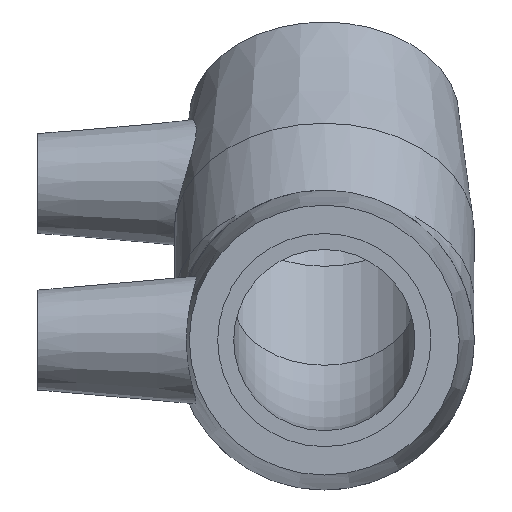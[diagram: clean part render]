
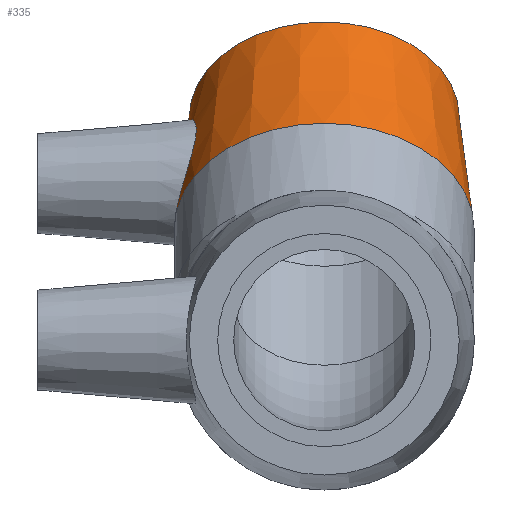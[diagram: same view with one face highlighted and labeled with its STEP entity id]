
A CAD part, left-side view. The second image highlights one B-rep face of the part: STEP entity #335.
In plain terms, the highlighted conical face has half-angle 5.412 degrees and reference radius 21.375 mm.
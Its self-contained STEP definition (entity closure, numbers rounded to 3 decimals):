
#15=B_SPLINE_CURVE_WITH_KNOTS('',3,(#598,#599,#600,#601,#602,#603,#604,
#605,#606,#607,#608,#609,#610,#611,#612,#613,#614,#615,#616,#617,#618,#619,
#620,#621,#622,#623,#624,#625,#626,#627,#628,#629,#630,#631),
 .UNSPECIFIED.,.T.,.F.,(4,2,2,2,2,2,2,2,2,2,2,2,2,2,2,2,4),(0.,0.348,
0.697,1.049,1.4,1.752,2.104,
2.452,2.801,3.183,3.565,3.936,
4.307,4.678,5.049,5.431,5.813),
 .UNSPECIFIED.);
#19=CONICAL_SURFACE('',#386,21.375,5.412);
#41=FACE_BOUND('',#129,.T.);
#42=FACE_BOUND('',#130,.T.);
#83=FACE_OUTER_BOUND('',#128,.T.);
#128=EDGE_LOOP('',(#278));
#129=EDGE_LOOP('',(#279));
#130=EDGE_LOOP('',(#280));
#168=CIRCLE('',#375,22.5);
#172=CIRCLE('',#385,20.25);
#196=VERTEX_POINT('',#593);
#197=VERTEX_POINT('',#597);
#201=VERTEX_POINT('',#642);
#226=EDGE_CURVE('',#196,#196,#168,.T.);
#228=EDGE_CURVE('',#197,#197,#15,.T.);
#232=EDGE_CURVE('',#201,#201,#172,.T.);
#278=ORIENTED_EDGE('',*,*,#226,.F.);
#279=ORIENTED_EDGE('',*,*,#228,.T.);
#280=ORIENTED_EDGE('',*,*,#232,.T.);
#335=ADVANCED_FACE('',(#83,#41,#42),#19,.T.);
#375=AXIS2_PLACEMENT_3D('',#594,#461,#462);
#385=AXIS2_PLACEMENT_3D('',#643,#481,#482);
#386=AXIS2_PLACEMENT_3D('',#644,#483,#484);
#461=DIRECTION('center_axis',(-0.707,0.,
-0.707));
#462=DIRECTION('ref_axis',(-0.707,0.,0.707));
#481=DIRECTION('center_axis',(-0.707,0.,
-0.707));
#482=DIRECTION('ref_axis',(-0.707,0.,0.707));
#483=DIRECTION('center_axis',(-0.707,0.,
-0.707));
#484=DIRECTION('ref_axis',(0.,1.,0.));
#593=CARTESIAN_POINT('',(16.625,22.5,16.625));
#594=CARTESIAN_POINT('Origin',(16.625,0.,16.625));
#597=CARTESIAN_POINT('',(30.608,19.293,17.084));
#598=CARTESIAN_POINT('Ctrl Pts',(30.608,19.293,17.084));
#599=CARTESIAN_POINT('Ctrl Pts',(31.391,19.195,17.936));
#600=CARTESIAN_POINT('Ctrl Pts',(32.053,19.212,19.002));
#601=CARTESIAN_POINT('Ctrl Pts',(32.893,19.446,21.3));
#602=CARTESIAN_POINT('Ctrl Pts',(33.072,19.655,22.533));
#603=CARTESIAN_POINT('Ctrl Pts',(32.997,20.057,24.831));
#604=CARTESIAN_POINT('Ctrl Pts',(32.734,20.279,26.058));
#605=CARTESIAN_POINT('Ctrl Pts',(31.748,20.594,28.326));
#606=CARTESIAN_POINT('Ctrl Pts',(31.024,20.682,29.366));
#607=CARTESIAN_POINT('Ctrl Pts',(29.366,20.682,31.024));
#608=CARTESIAN_POINT('Ctrl Pts',(28.326,20.594,31.748));
#609=CARTESIAN_POINT('Ctrl Pts',(26.058,20.279,32.734));
#610=CARTESIAN_POINT('Ctrl Pts',(24.831,20.057,32.997));
#611=CARTESIAN_POINT('Ctrl Pts',(22.533,19.655,33.072));
#612=CARTESIAN_POINT('Ctrl Pts',(21.3,19.446,32.893));
#613=CARTESIAN_POINT('Ctrl Pts',(19.002,19.212,32.053));
#614=CARTESIAN_POINT('Ctrl Pts',(17.936,19.195,31.391));
#615=CARTESIAN_POINT('Ctrl Pts',(16.15,19.4,29.749));
#616=CARTESIAN_POINT('Ctrl Pts',(15.368,19.657,28.653));
#617=CARTESIAN_POINT('Ctrl Pts',(14.344,20.338,26.262));
#618=CARTESIAN_POINT('Ctrl Pts',(14.098,20.754,24.965));
#619=CARTESIAN_POINT('Ctrl Pts',(14.101,21.473,22.559));
#620=CARTESIAN_POINT('Ctrl Pts',(14.338,21.828,21.284));
#621=CARTESIAN_POINT('Ctrl Pts',(15.318,22.323,18.91));
#622=CARTESIAN_POINT('Ctrl Pts',(16.063,22.458,17.812));
#623=CARTESIAN_POINT('Ctrl Pts',(17.812,22.458,16.063));
#624=CARTESIAN_POINT('Ctrl Pts',(18.91,22.323,15.318));
#625=CARTESIAN_POINT('Ctrl Pts',(21.284,21.828,14.338));
#626=CARTESIAN_POINT('Ctrl Pts',(22.559,21.473,14.101));
#627=CARTESIAN_POINT('Ctrl Pts',(24.965,20.754,14.098));
#628=CARTESIAN_POINT('Ctrl Pts',(26.262,20.338,14.344));
#629=CARTESIAN_POINT('Ctrl Pts',(28.653,19.657,15.368));
#630=CARTESIAN_POINT('Ctrl Pts',(29.749,19.4,16.15));
#631=CARTESIAN_POINT('Ctrl Pts',(30.608,19.293,17.084));
#642=CARTESIAN_POINT('',(33.419,20.25,33.419));
#643=CARTESIAN_POINT('Origin',(33.419,0.,33.419));
#644=CARTESIAN_POINT('Origin',(25.022,0.,25.022));
